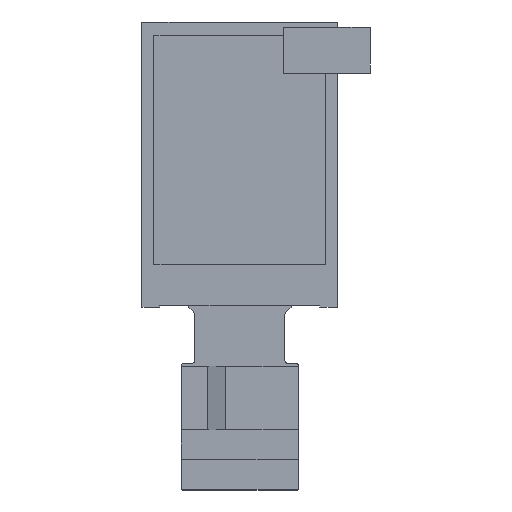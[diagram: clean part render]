
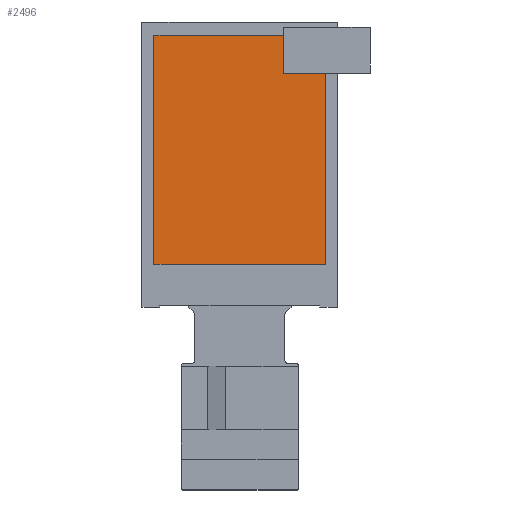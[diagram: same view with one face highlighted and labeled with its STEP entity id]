
A CAD part, top view. The second image highlights one B-rep face of the part: STEP entity #2496.
In plain terms, the highlighted planar face has unit normal (0, 0, 1).
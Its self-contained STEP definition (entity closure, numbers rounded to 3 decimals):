
#869=DIRECTION('',(0.,-1.,0.));
#870=VECTOR('',#869,7.499);
#871=CARTESIAN_POINT('',(27.927,53.59,0.03));
#872=LINE('',#871,#870);
#873=DIRECTION('',(-1.,0.,0.));
#874=VECTOR('',#873,8.283);
#875=CARTESIAN_POINT('',(36.21,46.091,0.03));
#876=LINE('',#875,#874);
#877=DIRECTION('',(0.,1.,0.));
#878=VECTOR('',#877,37.621);
#879=CARTESIAN_POINT('',(36.21,8.47,0.03));
#880=LINE('',#879,#878);
#881=DIRECTION('',(1.,0.,0.));
#882=VECTOR('',#881,33.84);
#883=CARTESIAN_POINT('',(2.37,8.47,0.03));
#884=LINE('',#883,#882);
#885=DIRECTION('',(0.,-1.,0.));
#886=VECTOR('',#885,45.12);
#887=CARTESIAN_POINT('',(2.37,53.59,0.03));
#888=LINE('',#887,#886);
#889=DIRECTION('',(-1.,0.,0.));
#890=VECTOR('',#889,25.557);
#891=CARTESIAN_POINT('',(27.927,53.59,0.03));
#892=LINE('',#891,#890);
#1133=CARTESIAN_POINT('',(2.37,53.59,0.03));
#1134=CARTESIAN_POINT('',(2.37,8.47,0.03));
#1135=VERTEX_POINT('',#1133);
#1136=VERTEX_POINT('',#1134);
#1137=CARTESIAN_POINT('',(36.21,8.47,0.03));
#1138=VERTEX_POINT('',#1137);
#1167=CARTESIAN_POINT('',(27.927,53.59,0.03));
#1168=CARTESIAN_POINT('',(27.927,46.091,0.03));
#1169=VERTEX_POINT('',#1167);
#1170=VERTEX_POINT('',#1168);
#1171=CARTESIAN_POINT('',(36.21,46.091,0.03));
#1172=VERTEX_POINT('',#1171);
#2483=CARTESIAN_POINT('',(0.,0.,0.03));
#2484=DIRECTION('',(0.,0.,1.));
#2485=DIRECTION('',(1.,0.,0.));
#2486=AXIS2_PLACEMENT_3D('',#2483,#2484,#2485);
#2487=PLANE('',#2486);
#2488=ORIENTED_EDGE('',*,*,#1257,.T.);
#2489=ORIENTED_EDGE('',*,*,#2417,.F.);
#2490=ORIENTED_EDGE('',*,*,#2437,.F.);
#2491=ORIENTED_EDGE('',*,*,#2450,.F.);
#2492=ORIENTED_EDGE('',*,*,#2464,.F.);
#2493=ORIENTED_EDGE('',*,*,#2476,.F.);
#2494=EDGE_LOOP('',(#2488,#2489,#2490,#2491,#2492,#2493));
#2495=FACE_OUTER_BOUND('',#2494,.F.);
#2496=ADVANCED_FACE('',(#2495),#2487,.T.);
#1257=EDGE_CURVE('',#1169,#1170,#872,.T.);
#2417=EDGE_CURVE('',#1172,#1170,#876,.T.);
#2437=EDGE_CURVE('',#1138,#1172,#880,.T.);
#2450=EDGE_CURVE('',#1136,#1138,#884,.T.);
#2464=EDGE_CURVE('',#1135,#1136,#888,.T.);
#2476=EDGE_CURVE('',#1169,#1135,#892,.T.);
